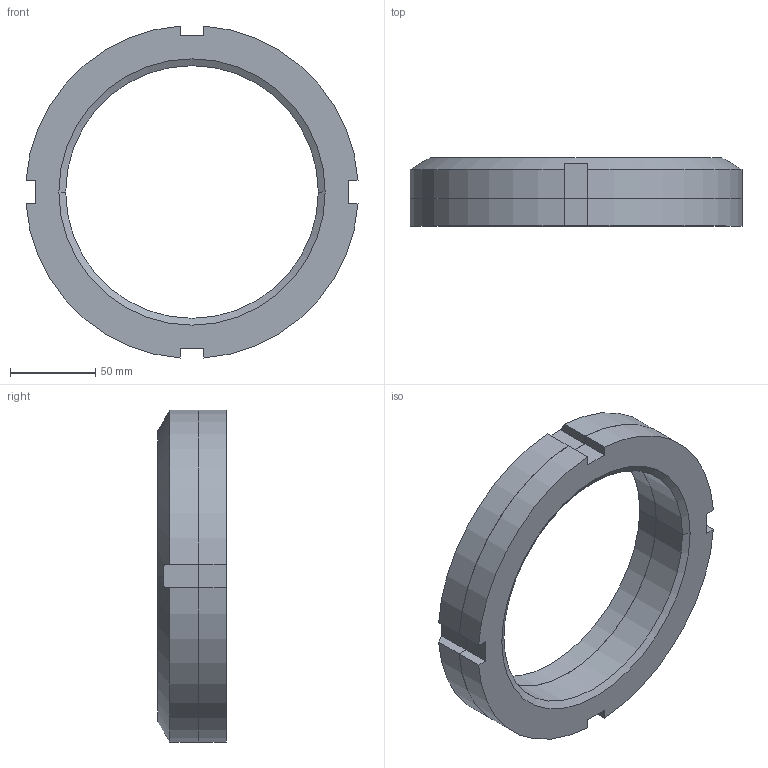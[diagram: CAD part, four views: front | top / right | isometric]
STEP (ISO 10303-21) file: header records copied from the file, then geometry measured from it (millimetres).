
FILE_DESCRIPTION((''),'2;1');
FILE_NAME('1RSTD1504____0','2019-10-29T15:27:17',('kim.bk'),(''),'CREO PARAMETRIC BY PTC INC, 2019010','CREO PARAMETRIC BY PTC INC, 2019010','');
FILE_SCHEMA(('CONFIG_CONTROL_DESIGN'));
Length unit declared in the file: millimetre
Products named in the file (1): 1RSTD1504____0
Bounding box: 194.5 x 40 x 194.5 mm (x, y, z)
Volume: 464859.2 mm3; surface area: 95794.3 mm2
Topology: 2 solids, 2 shells, 407 faces, 1145 edges, 762 vertices
Faces by surface type: plane 385, cylinder 12, cone 10
Entity records: 12945 total; most frequent: CARTESIAN_POINT 2358, ORIENTED_EDGE 2290, DIRECTION 1983, EDGE_CURVE 1145, VECTOR 1093, LINE 1093, VERTEX_POINT 762, AXIS2_PLACEMENT_3D 445
